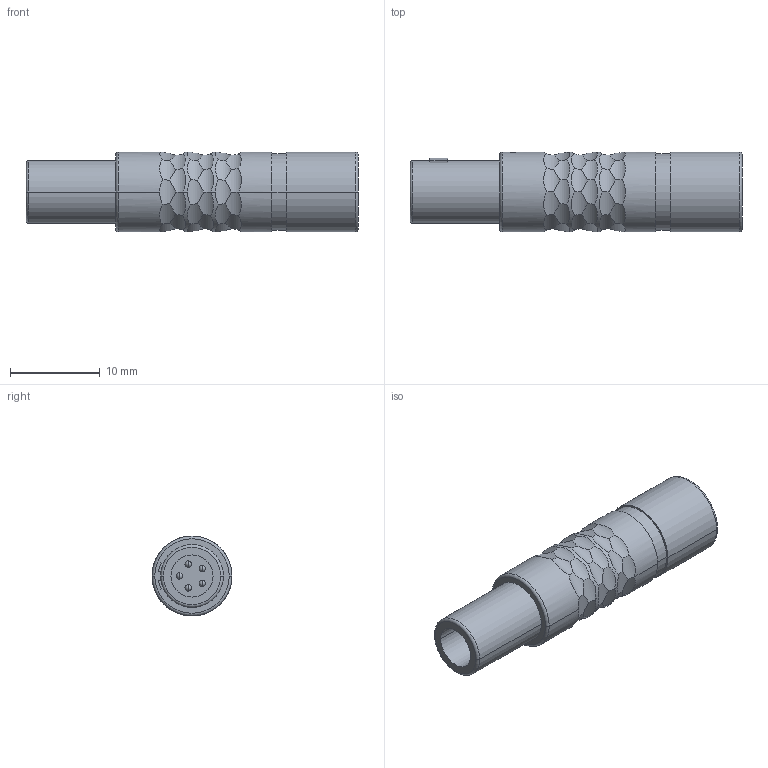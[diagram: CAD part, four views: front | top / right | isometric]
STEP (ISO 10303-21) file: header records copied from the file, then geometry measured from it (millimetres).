
FILE_DESCRIPTION((''),'2;1');
FILE_NAME('S10LAC-P05M','2013-10-31T',('RTrager'),(''),'PRO/ENGINEER BY PARAMETRIC TECHNOLOGY CORPORATION, 2013050','PRO/ENGINEER BY PARAMETRIC TECHNOLOGY CORPORATION, 2013050','');
FILE_SCHEMA(('CONFIG_CONTROL_DESIGN'));
Length unit declared in the file: millimetre
Products named in the file (1): S10LAC-P05M
Bounding box: 37 x 8.9 x 8.9 mm (x, y, z)
Volume: 1513.7 mm3; surface area: 1645.3 mm2
Topology: 1 solids, 1 shells, 182 faces, 472 edges, 301 vertices
Faces by surface type: cylinder 124, plane 32, torus 11, sphere 10, bspline 5
Entity records: 7560 total; most frequent: CARTESIAN_POINT 3441, ORIENTED_EDGE 924, DIRECTION 736, EDGE_CURVE 462, AXIS2_PLACEMENT_3D 314, VERTEX_POINT 301, B_SPLINE_CURVE_WITH_KNOTS 217, EDGE_LOOP 201
